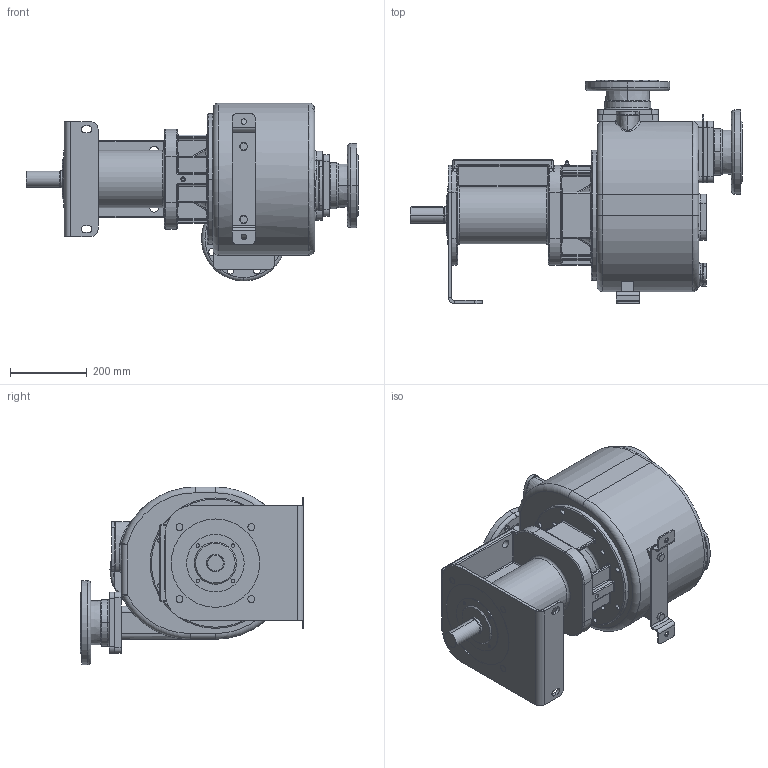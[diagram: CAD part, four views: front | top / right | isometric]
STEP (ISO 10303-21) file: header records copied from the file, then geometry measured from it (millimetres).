
FILE_DESCRIPTION((''),'2;1');
FILE_NAME('S126_K_B_F','2020-03-09T10:49:55',('Nicola'),(''),'CREO PARAMETRIC BY PTC INC, 2019471','CREO PARAMETRIC BY PTC INC, 2019471','');
FILE_SCHEMA(('CONFIG_CONTROL_DESIGN'));
Products named in the file (1): S126_K_B_F
Bounding box: 865.5 x 582 x 464 mm (x, y, z)
Volume: 53540522.1 mm3; surface area: 2196130.1 mm2
Topology: 1 solids, 1 shells, 1265 faces, 3009 edges, 1826 vertices
Faces by surface type: cylinder 545, plane 350, torus 154, bspline 108, cone 68, sphere 36, extrusion 4
Entity records: 49458 total; most frequent: CARTESIAN_POINT 19932, DIRECTION 6465, ORIENTED_EDGE 6010, EDGE_CURVE 3005, AXIS2_PLACEMENT_3D 2656, VERTEX_POINT 1826, CIRCLE 1499, EDGE_LOOP 1467
